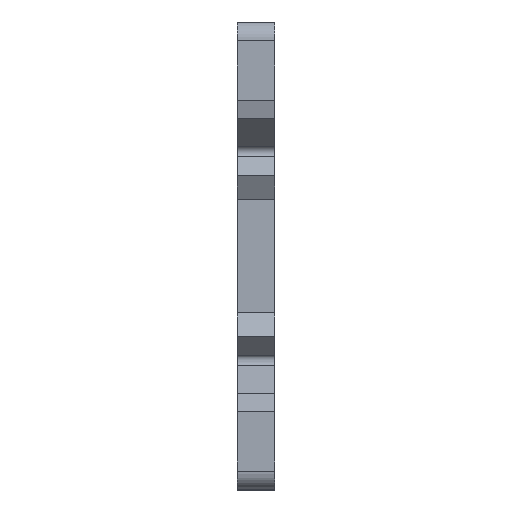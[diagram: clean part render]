
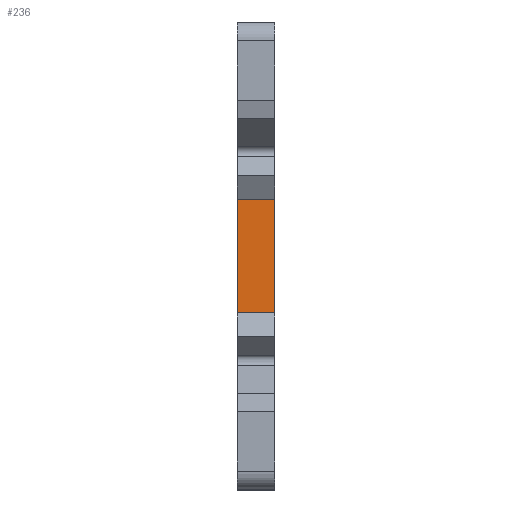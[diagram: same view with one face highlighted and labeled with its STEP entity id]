
A CAD part, top view. The second image highlights one B-rep face of the part: STEP entity #236.
In plain terms, the highlighted planar face has unit normal (0, 0, 1).
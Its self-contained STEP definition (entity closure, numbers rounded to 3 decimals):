
#7 = CARTESIAN_POINT ( 'NONE',  ( 6., -9.25, 210.5 ) ) ;
#89 = DIRECTION ( 'NONE',  ( 0., 0., -1. ) ) ;
#94 = ORIENTED_EDGE ( 'NONE', *, *, #206, .T. ) ;
#101 = DIRECTION ( 'NONE',  ( 0., -1., 0. ) ) ;
#112 = EDGE_CURVE ( 'NONE', #574, #1233, #1175, .T. ) ;
#118 = ORIENTED_EDGE ( 'NONE', *, *, #112, .F. ) ;
#206 = EDGE_CURVE ( 'NONE', #1160, #1198, #1319, .T. ) ;
#236 = ADVANCED_FACE ( 'NONE', ( #471 ), #1044, .F. ) ;
#363 = EDGE_CURVE ( 'NONE', #574, #1160, #570, .T. ) ;
#370 = CARTESIAN_POINT ( 'NONE',  ( 6., -9.25, 210.5 ) ) ;
#379 = CARTESIAN_POINT ( 'NONE',  ( 0., -9.25, 210.5 ) ) ;
#464 = CARTESIAN_POINT ( 'NONE',  ( 0., 9.25, 210.5 ) ) ;
#471 = FACE_OUTER_BOUND ( 'NONE', #518, .T. ) ;
#516 = ORIENTED_EDGE ( 'NONE', *, *, #363, .T. ) ;
#518 = EDGE_LOOP ( 'NONE', ( #94, #858, #118, #516 ) ) ;
#570 = LINE ( 'NONE', #1241, #825 ) ;
#574 = VERTEX_POINT ( 'NONE', #1185 ) ;
#586 = DIRECTION ( 'NONE',  ( -1., 0., 0. ) ) ;
#666 = VECTOR ( 'NONE', #586, 1000. ) ;
#825 = VECTOR ( 'NONE', #951, 1000. ) ;
#835 = CARTESIAN_POINT ( 'NONE',  ( 0., -9.25, 210.5 ) ) ;
#858 = ORIENTED_EDGE ( 'NONE', *, *, #1257, .F. ) ;
#878 = CARTESIAN_POINT ( 'NONE',  ( 6., -9.25, 210.5 ) ) ;
#884 = CARTESIAN_POINT ( 'NONE',  ( 6., -9.25, 210.5 ) ) ;
#905 = VECTOR ( 'NONE', #1208, 1000. ) ;
#914 = AXIS2_PLACEMENT_3D ( 'NONE', #878, #89, #1068 ) ;
#942 = LINE ( 'NONE', #7, #666 ) ;
#951 = DIRECTION ( 'NONE',  ( -1., 0., 0. ) ) ;
#1041 = VECTOR ( 'NONE', #101, 1000. ) ;
#1044 = PLANE ( 'NONE',  #914 ) ;
#1068 = DIRECTION ( 'NONE',  ( -1., 0., 0. ) ) ;
#1160 = VERTEX_POINT ( 'NONE', #464 ) ;
#1175 = LINE ( 'NONE', #370, #905 ) ;
#1185 = CARTESIAN_POINT ( 'NONE',  ( 6., 9.25, 210.5 ) ) ;
#1198 = VERTEX_POINT ( 'NONE', #379 ) ;
#1208 = DIRECTION ( 'NONE',  ( 0., -1., 0. ) ) ;
#1233 = VERTEX_POINT ( 'NONE', #884 ) ;
#1241 = CARTESIAN_POINT ( 'NONE',  ( 6., 9.25, 210.5 ) ) ;
#1257 = EDGE_CURVE ( 'NONE', #1233, #1198, #942, .T. ) ;
#1319 = LINE ( 'NONE', #835, #1041 ) ;
